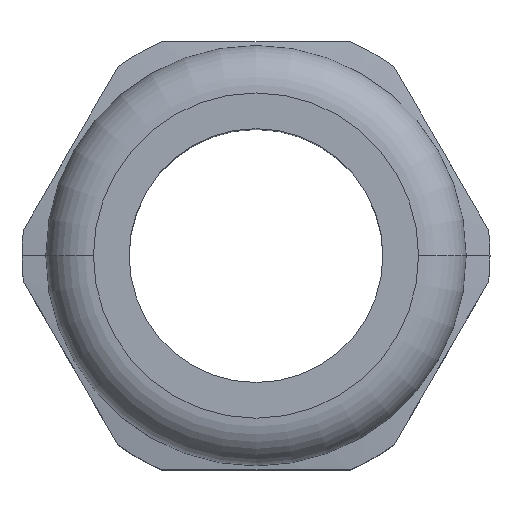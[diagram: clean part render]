
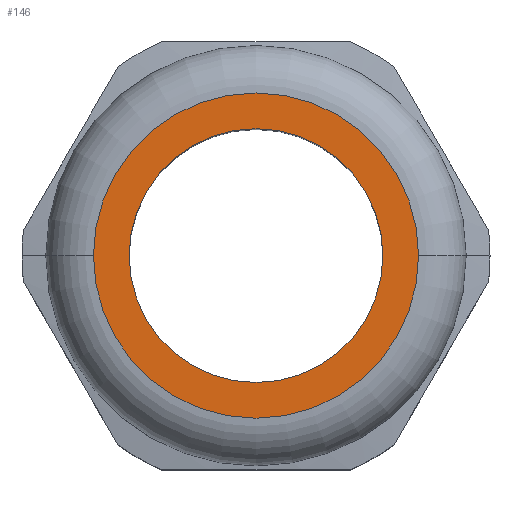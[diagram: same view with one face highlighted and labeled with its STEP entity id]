
A CAD part, top view. The second image highlights one B-rep face of the part: STEP entity #146.
In plain terms, the highlighted planar face has unit normal (0, 0, 1).
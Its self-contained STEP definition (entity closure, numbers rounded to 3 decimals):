
#22 = CARTESIAN_POINT ( 'NONE',  ( 8., 0., 30.2 ) ) ;
#99 = EDGE_CURVE ( 'NONE', #1138, #1128, #581, .T. ) ;
#100 = EDGE_CURVE ( 'NONE', #1176, #1152, #580, .T. ) ;
#146 = ADVANCED_FACE ( 'NONE', ( #184, #175 ), #365, .T. ) ;
#175 = FACE_OUTER_BOUND ( 'NONE', #714, .T. ) ;
#184 = FACE_BOUND ( 'NONE', #713, .T. ) ;
#362 = DIRECTION ( 'NONE',  ( 1., 0., 0. ) ) ;
#363 = DIRECTION ( 'NONE',  ( 0., 0., 1. ) ) ;
#364 = CARTESIAN_POINT ( 'NONE',  ( 0., 0., 30.2 ) ) ;
#365 = PLANE ( 'NONE',  #998 ) ;
#538 = CIRCLE ( 'NONE', #954, 10.25 ) ;
#540 = CIRCLE ( 'NONE', #697, 8. ) ;
#580 = CIRCLE ( 'NONE', #1436, 8. ) ;
#581 = CIRCLE ( 'NONE', #1435, 10.25 ) ;
#603 = EDGE_CURVE ( 'NONE', #1152, #1176, #540, .T. ) ;
#618 = EDGE_CURVE ( 'NONE', #1128, #1138, #538, .T. ) ;
#697 = AXIS2_PLACEMENT_3D ( 'NONE', #1341, #1334, #1333 ) ;
#713 = EDGE_LOOP ( 'NONE', ( #748, #746 ) ) ;
#714 = EDGE_LOOP ( 'NONE', ( #749, #745 ) ) ;
#745 = ORIENTED_EDGE ( 'NONE', *, *, #99, .T. ) ;
#746 = ORIENTED_EDGE ( 'NONE', *, *, #603, .F. ) ;
#748 = ORIENTED_EDGE ( 'NONE', *, *, #100, .F. ) ;
#749 = ORIENTED_EDGE ( 'NONE', *, *, #618, .T. ) ;
#954 = AXIS2_PLACEMENT_3D ( 'NONE', #1291, #1284, #1283 ) ;
#998 = AXIS2_PLACEMENT_3D ( 'NONE', #364, #363, #362 ) ;
#1039 = DIRECTION ( 'NONE',  ( 1., 0., 0. ) ) ;
#1040 = DIRECTION ( 'NONE',  ( 0., 0., 1. ) ) ;
#1041 = CARTESIAN_POINT ( 'NONE',  ( 0., 0., 30.2 ) ) ;
#1042 = DIRECTION ( 'NONE',  ( 1., 0., 0. ) ) ;
#1043 = DIRECTION ( 'NONE',  ( 0., 0., 1. ) ) ;
#1044 = CARTESIAN_POINT ( 'NONE',  ( 0., 0., 30.2 ) ) ;
#1128 = VERTEX_POINT ( 'NONE', #1609 ) ;
#1138 = VERTEX_POINT ( 'NONE', #1619 ) ;
#1152 = VERTEX_POINT ( 'NONE', #1633 ) ;
#1176 = VERTEX_POINT ( 'NONE', #22 ) ;
#1283 = DIRECTION ( 'NONE',  ( 1., 0., 0. ) ) ;
#1284 = DIRECTION ( 'NONE',  ( 0., 0., 1. ) ) ;
#1291 = CARTESIAN_POINT ( 'NONE',  ( 0., 0., 30.2 ) ) ;
#1333 = DIRECTION ( 'NONE',  ( 1., 0., 0. ) ) ;
#1334 = DIRECTION ( 'NONE',  ( 0., 0., 1. ) ) ;
#1341 = CARTESIAN_POINT ( 'NONE',  ( 0., 0., 30.2 ) ) ;
#1435 = AXIS2_PLACEMENT_3D ( 'NONE', #1044, #1043, #1042 ) ;
#1436 = AXIS2_PLACEMENT_3D ( 'NONE', #1041, #1040, #1039 ) ;
#1609 = CARTESIAN_POINT ( 'NONE',  ( 10.25, 0., 30.2 ) ) ;
#1619 = CARTESIAN_POINT ( 'NONE',  ( -10.25, 0., 30.2 ) ) ;
#1633 = CARTESIAN_POINT ( 'NONE',  ( -8., 0., 30.2 ) ) ;
